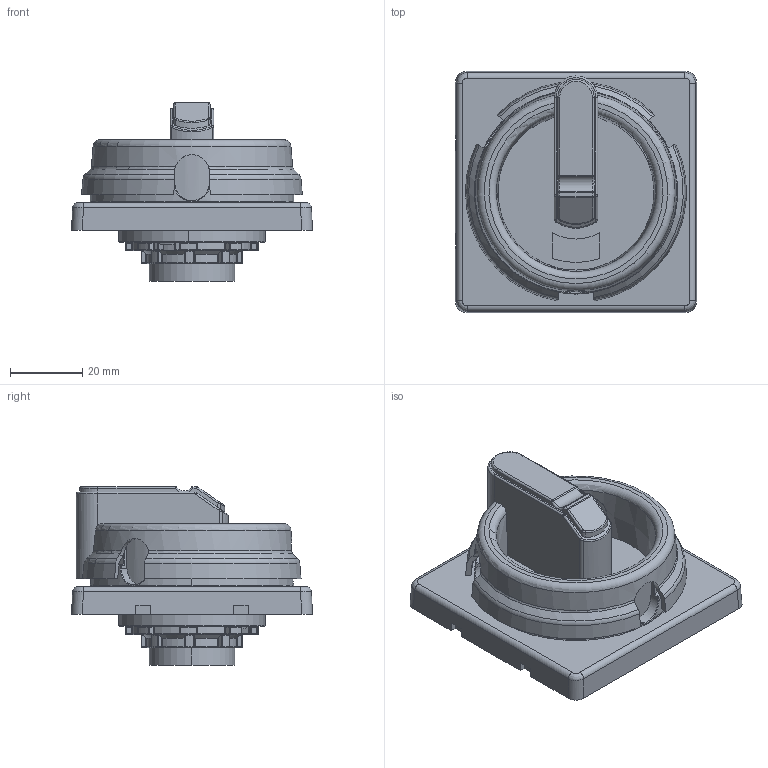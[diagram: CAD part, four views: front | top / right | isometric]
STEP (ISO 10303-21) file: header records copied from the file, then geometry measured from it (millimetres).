
FILE_DESCRIPTION((''),'2;1');
FILE_NAME('OZ331SPRY_1_SW0001','2023-09-14T11:35:09',('FIJOROU'),(''),'CREO PARAMETRIC BY PTC INC, 2020184','CREO PARAMETRIC BY PTC INC, 2020184','');
FILE_SCHEMA(('AUTOMOTIVE_DESIGN { 1 0 10303 214 1 1 1 1 }'));
Length unit declared in the file: millimetre
Products named in the file (1): OZ331SPRY_1_SW0001
Bounding box: 66.6 x 66.6 x 49.4 mm (x, y, z)
Volume: 70151.4 mm3; surface area: 28917.6 mm2
Topology: 1 solids, 1 shells, 636 faces, 1698 edges, 1022 vertices
Faces by surface type: cylinder 245, torus 152, plane 108, sphere 50, bspline 41, cone 40
Entity records: 34354 total; most frequent: CARTESIAN_POINT 10756, ORIENTED_EDGE 3316, DIRECTION 3280, EDGE_CURVE 1658, AXIS2_PLACEMENT_3D 1378, FILL_AREA_STYLE_COLOUR 1268, FILL_AREA_STYLE 1268, SURFACE_STYLE_FILL_AREA 1268
